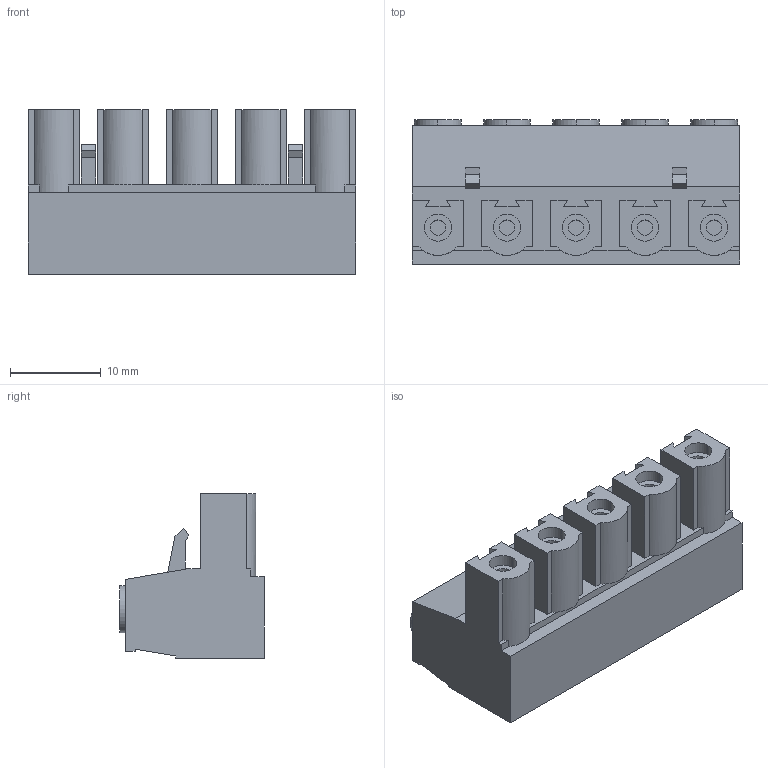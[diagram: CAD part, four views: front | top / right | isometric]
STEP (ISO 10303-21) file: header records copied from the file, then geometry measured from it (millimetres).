
FILE_DESCRIPTION (( 'STEP AP203' ), '1' );
FILE_NAME ('SOKETLI BASKILI DEVRE KLEMENSI - 7,62 MM DISI - 5 LI.STEP', '2018-09-19T13:31:32', ( 'user' ), ( '' ), 'SwSTEP 2.0', 'SolidWorks 2016', '' );
FILE_SCHEMA (( 'CONFIG_CONTROL_DESIGN' ));
Length unit declared in the file: millimetre
Products named in the file (1): SOKETLI BASKILI DEVRE KLEMENSI  - 7,62 MM DISI - 5 LI
Bounding box: 36.11 x 15.95 x 18.15 mm (x, y, z)
Volume: 5775.7 mm3; surface area: 4155 mm2
Topology: 1 solids, 1 shells, 217 faces, 543 edges, 360 vertices
Faces by surface type: plane 172, cylinder 45
Entity records: 6526 total; most frequent: CARTESIAN_POINT 1121, DIRECTION 1099, ORIENTED_EDGE 1086, EDGE_CURVE 543, LINE 423, VECTOR 423, VERTEX_POINT 360, AXIS2_PLACEMENT_3D 338
